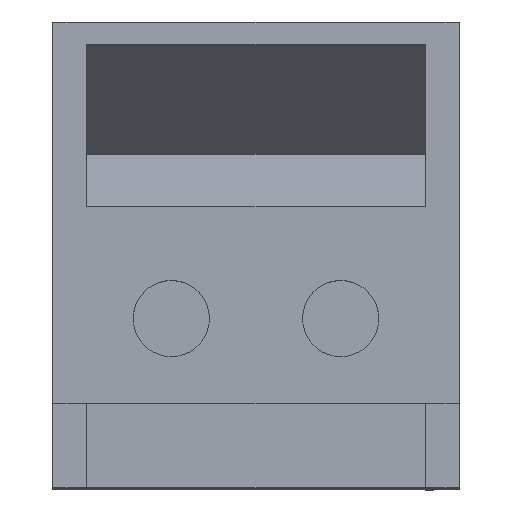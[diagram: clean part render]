
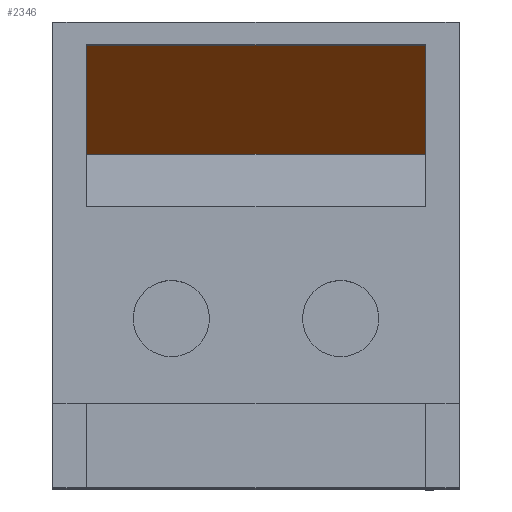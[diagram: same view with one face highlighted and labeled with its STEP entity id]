
A CAD part, top view. The second image highlights one B-rep face of the part: STEP entity #2346.
In plain terms, the highlighted planar face has unit normal (0, -0.762, 0.648).
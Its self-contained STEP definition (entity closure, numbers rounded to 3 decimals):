
#417 = PLANE('',#418);
#418 = AXIS2_PLACEMENT_3D('',#419,#420,#421);
#419 = CARTESIAN_POINT('',(24.,2.578,-42.));
#420 = DIRECTION('',(0.,0.,1.));
#421 = DIRECTION('',(0.,-1.,0.));
#613 = VERTEX_POINT('',#614);
#614 = CARTESIAN_POINT('',(2.,1.531,-42.));
#628 = PLANE('',#629);
#629 = AXIS2_PLACEMENT_3D('',#630,#631,#632);
#630 = CARTESIAN_POINT('',(2.,14.55,-3.11));
#631 = DIRECTION('',(1.,0.,0.));
#632 = DIRECTION('',(0.,0.,1.));
#640 = EDGE_CURVE('',#613,#641,#643,.T.);
#641 = VERTEX_POINT('',#642);
#642 = CARTESIAN_POINT('',(22.,1.531,-42.));
#643 = SURFACE_CURVE('',#644,(#648,#655),.PCURVE_S1.);
#644 = LINE('',#645,#646);
#645 = CARTESIAN_POINT('',(13.,1.531,-42.));
#646 = VECTOR('',#647,1.);
#647 = DIRECTION('',(1.,0.,0.));
#648 = PCURVE('',#417,#649);
#649 = DEFINITIONAL_REPRESENTATION('',(#650),#654);
#650 = LINE('',#651,#652);
#651 = CARTESIAN_POINT('',(1.047,-11.));
#652 = VECTOR('',#653,1.);
#653 = DIRECTION('',(0.,1.));
#654 = ( GEOMETRIC_REPRESENTATION_CONTEXT(2) 
PARAMETRIC_REPRESENTATION_CONTEXT() REPRESENTATION_CONTEXT('2D SPACE',''
  ) );
#655 = PCURVE('',#656,#661);
#656 = PLANE('',#657);
#657 = AXIS2_PLACEMENT_3D('',#658,#659,#660);
#658 = CARTESIAN_POINT('',(2.,26.2,-13.));
#659 = DIRECTION('',(0.,0.762,-0.648));
#660 = DIRECTION('',(0.,-0.648,-0.762));
#661 = DEFINITIONAL_REPRESENTATION('',(#662),#666);
#662 = LINE('',#663,#664);
#663 = CARTESIAN_POINT('',(38.073,-11.));
#664 = VECTOR('',#665,1.);
#665 = DIRECTION('',(0.,-1.));
#666 = ( GEOMETRIC_REPRESENTATION_CONTEXT(2) 
PARAMETRIC_REPRESENTATION_CONTEXT() REPRESENTATION_CONTEXT('2D SPACE',''
  ) );
#684 = PLANE('',#685);
#685 = AXIS2_PLACEMENT_3D('',#686,#687,#688);
#686 = CARTESIAN_POINT('',(22.,14.55,-3.11));
#687 = DIRECTION('',(1.,0.,0.));
#688 = DIRECTION('',(0.,1.,0.));
#1683 = PLANE('',#1684);
#1684 = AXIS2_PLACEMENT_3D('',#1685,#1686,#1687);
#1685 = CARTESIAN_POINT('',(2.,26.2,30.));
#1686 = DIRECTION('',(0.,1.,0.));
#1687 = DIRECTION('',(0.,0.,-1.));
#2303 = EDGE_CURVE('',#2304,#641,#2306,.T.);
#2304 = VERTEX_POINT('',#2305);
#2305 = CARTESIAN_POINT('',(22.,26.2,-13.));
#2306 = SURFACE_CURVE('',#2307,(#2311,#2318),.PCURVE_S1.);
#2307 = LINE('',#2308,#2309);
#2308 = CARTESIAN_POINT('',(22.,26.2,-13.));
#2309 = VECTOR('',#2310,1.);
#2310 = DIRECTION('',(0.,-0.648,-0.762));
#2311 = PCURVE('',#684,#2312);
#2312 = DEFINITIONAL_REPRESENTATION('',(#2313),#2317);
#2313 = LINE('',#2314,#2315);
#2314 = CARTESIAN_POINT('',(11.65,-9.89));
#2315 = VECTOR('',#2316,1.);
#2316 = DIRECTION('',(-0.648,-0.762));
#2317 = ( GEOMETRIC_REPRESENTATION_CONTEXT(2) 
PARAMETRIC_REPRESENTATION_CONTEXT() REPRESENTATION_CONTEXT('2D SPACE',''
  ) );
#2318 = PCURVE('',#656,#2319);
#2319 = DEFINITIONAL_REPRESENTATION('',(#2320),#2324);
#2320 = LINE('',#2321,#2322);
#2321 = CARTESIAN_POINT('',(0.,-20.));
#2322 = VECTOR('',#2323,1.);
#2323 = DIRECTION('',(1.,0.));
#2324 = ( GEOMETRIC_REPRESENTATION_CONTEXT(2) 
PARAMETRIC_REPRESENTATION_CONTEXT() REPRESENTATION_CONTEXT('2D SPACE',''
  ) );
#2346 = ADVANCED_FACE('',(#2347),#656,.F.);
#2347 = FACE_BOUND('',#2348,.F.);
#2348 = EDGE_LOOP('',(#2349,#2372,#2393,#2394));
#2349 = ORIENTED_EDGE('',*,*,#2350,.F.);
#2350 = EDGE_CURVE('',#2351,#613,#2353,.T.);
#2351 = VERTEX_POINT('',#2352);
#2352 = CARTESIAN_POINT('',(2.,26.2,-13.));
#2353 = SURFACE_CURVE('',#2354,(#2358,#2365),.PCURVE_S1.);
#2354 = LINE('',#2355,#2356);
#2355 = CARTESIAN_POINT('',(2.,26.2,-13.));
#2356 = VECTOR('',#2357,1.);
#2357 = DIRECTION('',(0.,-0.648,-0.762));
#2358 = PCURVE('',#656,#2359);
#2359 = DEFINITIONAL_REPRESENTATION('',(#2360),#2364);
#2360 = LINE('',#2361,#2362);
#2361 = CARTESIAN_POINT('',(0.,0.));
#2362 = VECTOR('',#2363,1.);
#2363 = DIRECTION('',(1.,0.));
#2364 = ( GEOMETRIC_REPRESENTATION_CONTEXT(2) 
PARAMETRIC_REPRESENTATION_CONTEXT() REPRESENTATION_CONTEXT('2D SPACE',''
  ) );
#2365 = PCURVE('',#628,#2366);
#2366 = DEFINITIONAL_REPRESENTATION('',(#2367),#2371);
#2367 = LINE('',#2368,#2369);
#2368 = CARTESIAN_POINT('',(-9.89,-11.65));
#2369 = VECTOR('',#2370,1.);
#2370 = DIRECTION('',(-0.762,0.648));
#2371 = ( GEOMETRIC_REPRESENTATION_CONTEXT(2) 
PARAMETRIC_REPRESENTATION_CONTEXT() REPRESENTATION_CONTEXT('2D SPACE',''
  ) );
#2372 = ORIENTED_EDGE('',*,*,#2373,.T.);
#2373 = EDGE_CURVE('',#2351,#2304,#2374,.T.);
#2374 = SURFACE_CURVE('',#2375,(#2379,#2386),.PCURVE_S1.);
#2375 = LINE('',#2376,#2377);
#2376 = CARTESIAN_POINT('',(2.,26.2,-13.));
#2377 = VECTOR('',#2378,1.);
#2378 = DIRECTION('',(1.,0.,0.));
#2379 = PCURVE('',#656,#2380);
#2380 = DEFINITIONAL_REPRESENTATION('',(#2381),#2385);
#2381 = LINE('',#2382,#2383);
#2382 = CARTESIAN_POINT('',(0.,-0.));
#2383 = VECTOR('',#2384,1.);
#2384 = DIRECTION('',(0.,-1.));
#2385 = ( GEOMETRIC_REPRESENTATION_CONTEXT(2) 
PARAMETRIC_REPRESENTATION_CONTEXT() REPRESENTATION_CONTEXT('2D SPACE',''
  ) );
#2386 = PCURVE('',#1683,#2387);
#2387 = DEFINITIONAL_REPRESENTATION('',(#2388),#2392);
#2388 = LINE('',#2389,#2390);
#2389 = CARTESIAN_POINT('',(43.,0.));
#2390 = VECTOR('',#2391,1.);
#2391 = DIRECTION('',(0.,-1.));
#2392 = ( GEOMETRIC_REPRESENTATION_CONTEXT(2) 
PARAMETRIC_REPRESENTATION_CONTEXT() REPRESENTATION_CONTEXT('2D SPACE',''
  ) );
#2393 = ORIENTED_EDGE('',*,*,#2303,.T.);
#2394 = ORIENTED_EDGE('',*,*,#640,.F.);
